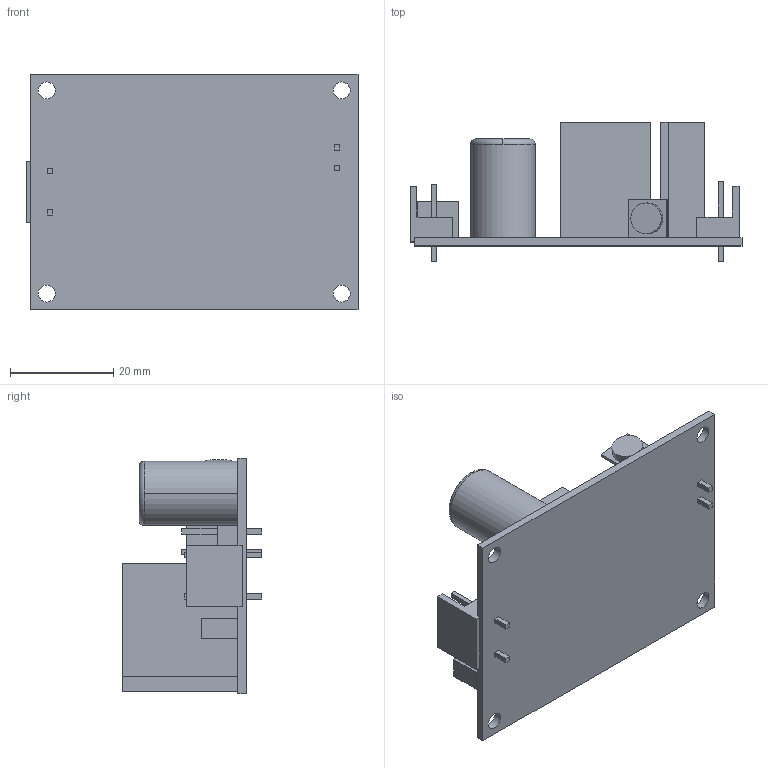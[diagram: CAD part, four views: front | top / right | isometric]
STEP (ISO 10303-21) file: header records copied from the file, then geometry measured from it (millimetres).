
FILE_DESCRIPTION(('STEP AP203'),'1');
FILE_NAME('power_supply_eps-15-3_3.stp','2023-11-07T03:34:14',('TraceParts'),('TraceParts S.A.'),'Spatial InterOp 3D',' ',' ');
FILE_SCHEMA(('CONFIG_CONTROL_DESIGN'));
Length unit declared in the file: millimetre
Products named in the file (1): 1
Bounding box: 64.34 x 27 x 45.7 mm (x, y, z)
Volume: 17620.5 mm3; surface area: 10952.5 mm2
Topology: 1 solids, 1 shells, 105 faces, 259 edges, 173 vertices
Faces by surface type: plane 87, cylinder 16, torus 2
Entity records: 3140 total; most frequent: CARTESIAN_POINT 538, ORIENTED_EDGE 518, DIRECTION 510, EDGE_CURVE 259, LINE 220, VECTOR 220, VERTEX_POINT 173, AXIS2_PLACEMENT_3D 145
